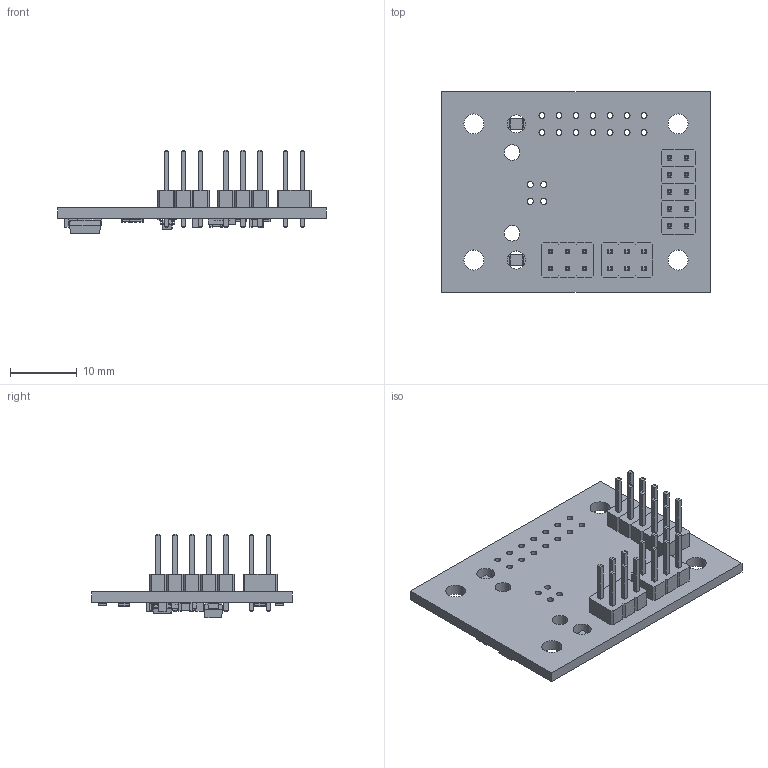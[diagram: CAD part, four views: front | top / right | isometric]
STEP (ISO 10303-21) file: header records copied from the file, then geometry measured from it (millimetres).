
FILE_DESCRIPTION(('KiCad electronic assembly'),'2;1');
FILE_NAME('USB232R02.step','2023-04-14T01:21:51',('Pcbnew'),('Kicad'), 'Open CASCADE STEP processor 7.5','KiCad to STEP converter','Unknown' );
FILE_SCHEMA(('AUTOMOTIVE_DESIGN { 1 0 10303 214 1 1 1 1 }'));
Length unit declared in the file: millimetre
Products named in the file (20): USB232R02 1; PinHeader_2x01_P2.54mm_Vertical; SOLID; PinHeader_2x03_P2.54mm_Vertical; R_0805_2012Metric; C_0805_2012Metric; L_0805_2012Metric; QFN-20-1EP_4x4mm_P0.5mm_EP2.5x2.5mm; LED_1206_3216Metric; SOT-23-6; D_SMA; tmp0m3lcm2a PCB
Assembly tree (32 placements, depth 3):
  USB232R02 1
    PinHeader_2x01_P2.54mm_Vertical  x5
      SOLID
    PinHeader_2x03_P2.54mm_Vertical  x2
      SOLID
    R_0805_2012Metric  x4
      SOLID
    C_0805_2012Metric  x5
      SOLID
    L_0805_2012Metric
      SOLID
    QFN-20-1EP_4x4mm_P0.5mm_EP2.5x2.5mm
      SOLID
    LED_1206_3216Metric  x2
      SOLID
    SOT-23-6
      SOLID
    D_SMA
      SOLID
    tmp0m3lcm2a PCB
Bounding box: 40.13 x 29.97 x 12.46 mm (x, y, z)
Volume: 2318.6 mm3; surface area: 4148.4 mm2
Topology: 23 solids, 23 shells, 1215 faces, 3060 edges, 1952 vertices
Faces by surface type: plane 958, cylinder 217, bspline 40
Full cylindrical faces by diameter (mm): 0.5 x1, 0.889 x36, 0.92 x4, 2.33 x2, 2.7 x2, 3 x4
Entity records: 47639 total; most frequent: CARTESIAN_POINT 8435, DIRECTION 6402, LINE 4477, VECTOR 4477, ORIENTED_EDGE 3438, PCURVE 3438, DEFINITIONAL_REPRESENTATION 3438, EDGE_CURVE 1719
